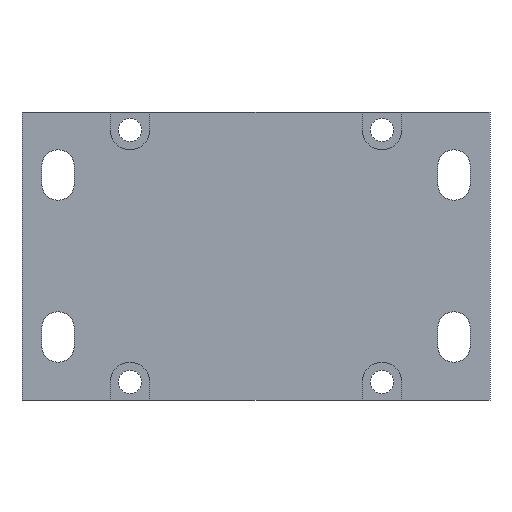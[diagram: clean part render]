
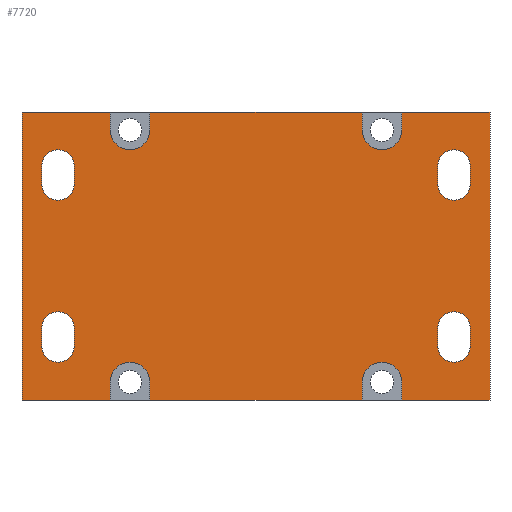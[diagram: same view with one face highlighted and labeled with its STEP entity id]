
A CAD part, front view. The second image highlights one B-rep face of the part: STEP entity #7720.
In plain terms, the highlighted planar face has unit normal (0, -1, 0).
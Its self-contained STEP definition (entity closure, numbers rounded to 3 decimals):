
#100=CARTESIAN_POINT('',(115.5,0.,60.));
#110=VERTEX_POINT('',#100);
#160=CARTESIAN_POINT('',(115.5,0.,0.));
#170=DIRECTION('',(0.,0.,1.));
#180=VECTOR('',#170,1.);
#190=LINE('',#160,#180);
#200=CARTESIAN_POINT('',(115.5,0.,65.));
#210=VERTEX_POINT('',#200);
#220=EDGE_CURVE('',#110,#210,#190,.T.);
#470=CARTESIAN_POINT('',(120.,0.,65.));
#480=DIRECTION('',(0.,-1.,0.));
#490=DIRECTION('',(0.,0.,1.));
#500=AXIS2_PLACEMENT_3D('',#470,#480,#490);
#510=CIRCLE('',#500,4.5);
#520=CARTESIAN_POINT('',(124.5,0.,65.));
#530=VERTEX_POINT('',#520);
#540=EDGE_CURVE('',#530,#210,#510,.T.);
#850=CARTESIAN_POINT('',(0.,0.,0.));
#860=VERTEX_POINT('',#850);
#1010=CARTESIAN_POINT('',(0.,0.,80.));
#1020=VERTEX_POINT('',#1010);
#1050=CARTESIAN_POINT('',(0.,0.,0.));
#1060=DIRECTION('',(0.,0.,-1.));
#1070=VECTOR('',#1060,1.);
#1080=LINE('',#1050,#1070);
#1090=EDGE_CURVE('',#1020,#860,#1080,.T.);
#3410=CARTESIAN_POINT('',(124.5,0.,60.));
#3420=VERTEX_POINT('',#3410);
#3450=CARTESIAN_POINT('',(120.,0.,60.));
#3460=DIRECTION('',(0.,1.,0.));
#3470=DIRECTION('',(0.,0.,1.));
#3480=AXIS2_PLACEMENT_3D('',#3450,#3460,#3470);
#3490=CIRCLE('',#3480,4.5);
#3500=EDGE_CURVE('',#3420,#110,#3490,.T.);
#3660=CARTESIAN_POINT('',(124.5,0.,20.));
#3670=VERTEX_POINT('',#3660);
#3700=CARTESIAN_POINT('',(124.5,0.,0.));
#3710=DIRECTION('',(0.,0.,-1.));
#3720=VECTOR('',#3710,1.);
#3730=LINE('',#3700,#3720);
#3740=CARTESIAN_POINT('',(124.5,0.,15.));
#3750=VERTEX_POINT('',#3740);
#3760=EDGE_CURVE('',#3670,#3750,#3730,.T.);
#3970=CARTESIAN_POINT('',(115.5,0.,15.));
#3980=VERTEX_POINT('',#3970);
#4010=CARTESIAN_POINT('',(115.5,0.,0.));
#4020=DIRECTION('',(0.,0.,1.));
#4030=VECTOR('',#4020,1.);
#4040=LINE('',#4010,#4030);
#4050=CARTESIAN_POINT('',(115.5,0.,20.));
#4060=VERTEX_POINT('',#4050);
#4070=EDGE_CURVE('',#3980,#4060,#4040,.T.);
#4240=CARTESIAN_POINT('',(130.,0.,0.));
#4250=DIRECTION('',(0.,0.,-1.));
#4260=VECTOR('',#4250,1.);
#4270=LINE('',#4240,#4260);
#4280=CARTESIAN_POINT('',(130.,0.,80.));
#4290=VERTEX_POINT('',#4280);
#4300=CARTESIAN_POINT('',(130.,0.,0.));
#4310=VERTEX_POINT('',#4300);
#4320=EDGE_CURVE('',#4290,#4310,#4270,.T.);
#4560=CARTESIAN_POINT('',(120.,0.,20.));
#4570=DIRECTION('',(0.,-1.,0.));
#4580=DIRECTION('',(0.,0.,1.));
#4590=AXIS2_PLACEMENT_3D('',#4560,#4570,#4580);
#4600=CIRCLE('',#4590,4.5);
#4610=EDGE_CURVE('',#3670,#4060,#4600,.T.);
#4770=CARTESIAN_POINT('',(5.5,0.,65.));
#4780=VERTEX_POINT('',#4770);
#4810=CARTESIAN_POINT('',(10.,0.,65.));
#4820=DIRECTION('',(0.,1.,0.));
#4830=DIRECTION('',(0.,0.,1.));
#4840=AXIS2_PLACEMENT_3D('',#4810,#4820,#4830);
#4850=CIRCLE('',#4840,4.5);
#4860=CARTESIAN_POINT('',(14.5,0.,65.));
#4870=VERTEX_POINT('',#4860);
#4880=EDGE_CURVE('',#4780,#4870,#4850,.T.);
#5090=CARTESIAN_POINT('',(14.5,0.,60.));
#5100=VERTEX_POINT('',#5090);
#5130=CARTESIAN_POINT('',(10.,0.,60.));
#5140=DIRECTION('',(0.,-1.,0.));
#5150=DIRECTION('',(0.,0.,1.));
#5160=AXIS2_PLACEMENT_3D('',#5130,#5140,#5150);
#5170=CIRCLE('',#5160,4.5);
#5180=CARTESIAN_POINT('',(5.5,0.,60.));
#5190=VERTEX_POINT('',#5180);
#5200=EDGE_CURVE('',#5190,#5100,#5170,.T.);
#5380=CARTESIAN_POINT('',(5.5,0.,0.));
#5390=DIRECTION('',(0.,0.,1.));
#5400=VECTOR('',#5390,1.);
#5410=LINE('',#5380,#5400);
#5420=EDGE_CURVE('',#5190,#4780,#5410,.T.);
#5490=CARTESIAN_POINT('',(0.5,0.,0.5));
#5500=DIRECTION('',(-0.,1.,0.));
#5510=DIRECTION('',(1.,0.,0.));
#5520=AXIS2_PLACEMENT_3D('',#5490,#5500,#5510);
#5530=PLANE('',#5520);
#5540=ORIENTED_EDGE('',*,*,#540,.F.);
#5550=ORIENTED_EDGE('',*,*,#220,.T.);
#5560=ORIENTED_EDGE('',*,*,#3500,.T.);
#5570=CARTESIAN_POINT('',(124.5,0.,0.));
#5580=DIRECTION('',(0.,0.,-1.));
#5590=VECTOR('',#5580,1.);
#5600=LINE('',#5570,#5590);
#5610=EDGE_CURVE('',#530,#3420,#5600,.T.);
#5620=ORIENTED_EDGE('',*,*,#5610,.T.);
#5630=EDGE_LOOP('',(#5620,#5560,#5550,#5540));
#5640=FACE_BOUND('',#5630,.T.);
#5650=ORIENTED_EDGE('',*,*,#4610,.F.);
#5660=ORIENTED_EDGE('',*,*,#4070,.T.);
#5670=CARTESIAN_POINT('',(120.,0.,15.));
#5680=DIRECTION('',(0.,1.,0.));
#5690=DIRECTION('',(0.,0.,1.));
#5700=AXIS2_PLACEMENT_3D('',#5670,#5680,#5690);
#5710=CIRCLE('',#5700,4.5);
#5720=EDGE_CURVE('',#3750,#3980,#5710,.T.);
#5730=ORIENTED_EDGE('',*,*,#5720,.T.);
#5740=ORIENTED_EDGE('',*,*,#3760,.T.);
#5750=EDGE_LOOP('',(#5740,#5730,#5660,#5650));
#5760=FACE_BOUND('',#5750,.T.);
#5770=CARTESIAN_POINT('',(14.5,0.,0.));
#5780=DIRECTION('',(0.,0.,-1.));
#5790=VECTOR('',#5780,1.);
#5800=LINE('',#5770,#5790);
#5810=CARTESIAN_POINT('',(14.5,0.,20.));
#5820=VERTEX_POINT('',#5810);
#5830=CARTESIAN_POINT('',(14.5,0.,15.));
#5840=VERTEX_POINT('',#5830);
#5850=EDGE_CURVE('',#5820,#5840,#5800,.T.);
#5860=ORIENTED_EDGE('',*,*,#5850,.T.);
#5870=CARTESIAN_POINT('',(10.,0.,20.));
#5880=DIRECTION('',(0.,-1.,0.));
#5890=DIRECTION('',(0.,0.,1.));
#5900=AXIS2_PLACEMENT_3D('',#5870,#5880,#5890);
#5910=CIRCLE('',#5900,4.5);
#5920=CARTESIAN_POINT('',(5.5,0.,20.));
#5930=VERTEX_POINT('',#5920);
#5940=EDGE_CURVE('',#5820,#5930,#5910,.T.);
#5950=ORIENTED_EDGE('',*,*,#5940,.F.);
#5960=CARTESIAN_POINT('',(5.5,0.,0.));
#5970=DIRECTION('',(0.,0.,1.));
#5980=VECTOR('',#5970,1.);
#5990=LINE('',#5960,#5980);
#6000=CARTESIAN_POINT('',(5.5,0.,15.));
#6010=VERTEX_POINT('',#6000);
#6020=EDGE_CURVE('',#6010,#5930,#5990,.T.);
#6030=ORIENTED_EDGE('',*,*,#6020,.T.);
#6040=CARTESIAN_POINT('',(10.,0.,15.));
#6050=DIRECTION('',(0.,1.,0.));
#6060=DIRECTION('',(0.,0.,1.));
#6070=AXIS2_PLACEMENT_3D('',#6040,#6050,#6060);
#6080=CIRCLE('',#6070,4.5);
#6090=EDGE_CURVE('',#5840,#6010,#6080,.T.);
#6100=ORIENTED_EDGE('',*,*,#6090,.T.);
#6110=EDGE_LOOP('',(#6100,#6030,#5950,#5860));
#6120=FACE_BOUND('',#6110,.T.);
#6130=CARTESIAN_POINT('',(14.5,0.,0.));
#6140=DIRECTION('',(0.,0.,-1.));
#6150=VECTOR('',#6140,1.);
#6160=LINE('',#6130,#6150);
#6170=EDGE_CURVE('',#4870,#5100,#6160,.T.);
#6180=ORIENTED_EDGE('',*,*,#6170,.T.);
#6190=ORIENTED_EDGE('',*,*,#4880,.T.);
#6200=ORIENTED_EDGE('',*,*,#5420,.T.);
#6210=ORIENTED_EDGE('',*,*,#5200,.F.);
#6220=EDGE_LOOP('',(#6210,#6200,#6190,#6180));
#6230=FACE_BOUND('',#6220,.T.);
#6240=ORIENTED_EDGE('',*,*,#1090,.T.);
#6250=CARTESIAN_POINT('',(0.,0.,80.));
#6260=DIRECTION('',(-1.,0.,0.));
#6270=VECTOR('',#6260,1.);
#6280=LINE('',#6250,#6270);
#6290=CARTESIAN_POINT('',(24.5,0.,80.));
#6300=VERTEX_POINT('',#6290);
#6310=EDGE_CURVE('',#6300,#1020,#6280,.T.);
#6320=ORIENTED_EDGE('',*,*,#6310,.T.);
#6330=CARTESIAN_POINT('',(24.5,0.,0.));
#6340=DIRECTION('',(0.,0.,1.));
#6350=VECTOR('',#6340,1.);
#6360=LINE('',#6330,#6350);
#6370=CARTESIAN_POINT('',(24.5,0.,75.));
#6380=VERTEX_POINT('',#6370);
#6390=EDGE_CURVE('',#6380,#6300,#6360,.T.);
#6400=ORIENTED_EDGE('',*,*,#6390,.T.);
#6410=CARTESIAN_POINT('',(30.,0.,75.));
#6420=DIRECTION('',(0.,1.,0.));
#6430=DIRECTION('',(1.,0.,0.));
#6440=AXIS2_PLACEMENT_3D('',#6410,#6420,#6430);
#6450=CIRCLE('',#6440,5.5);
#6460=CARTESIAN_POINT('',(35.5,0.,75.));
#6470=VERTEX_POINT('',#6460);
#6480=EDGE_CURVE('',#6470,#6380,#6450,.T.);
#6490=ORIENTED_EDGE('',*,*,#6480,.T.);
#6500=CARTESIAN_POINT('',(35.5,0.,0.));
#6510=DIRECTION('',(0.,0.,-1.));
#6520=VECTOR('',#6510,1.);
#6530=LINE('',#6500,#6520);
#6540=CARTESIAN_POINT('',(35.5,0.,80.));
#6550=VERTEX_POINT('',#6540);
#6560=EDGE_CURVE('',#6550,#6470,#6530,.T.);
#6570=ORIENTED_EDGE('',*,*,#6560,.T.);
#6580=CARTESIAN_POINT('',(0.,0.,80.));
#6590=DIRECTION('',(1.,0.,0.));
#6600=VECTOR('',#6590,1.);
#6610=LINE('',#6580,#6600);
#6620=CARTESIAN_POINT('',(94.5,0.,80.));
#6630=VERTEX_POINT('',#6620);
#6640=EDGE_CURVE('',#6550,#6630,#6610,.T.);
#6650=ORIENTED_EDGE('',*,*,#6640,.F.);
#6660=CARTESIAN_POINT('',(94.5,0.,0.));
#6670=DIRECTION('',(0.,0.,1.));
#6680=VECTOR('',#6670,1.);
#6690=LINE('',#6660,#6680);
#6700=CARTESIAN_POINT('',(94.5,0.,75.));
#6710=VERTEX_POINT('',#6700);
#6720=EDGE_CURVE('',#6710,#6630,#6690,.T.);
#6730=ORIENTED_EDGE('',*,*,#6720,.T.);
#6740=CARTESIAN_POINT('',(100.,0.,75.));
#6750=DIRECTION('',(0.,1.,0.));
#6760=DIRECTION('',(1.,0.,0.));
#6770=AXIS2_PLACEMENT_3D('',#6740,#6750,#6760);
#6780=CIRCLE('',#6770,5.5);
#6790=CARTESIAN_POINT('',(105.5,0.,75.));
#6800=VERTEX_POINT('',#6790);
#6810=EDGE_CURVE('',#6800,#6710,#6780,.T.);
#6820=ORIENTED_EDGE('',*,*,#6810,.T.);
#6830=CARTESIAN_POINT('',(105.5,0.,0.));
#6840=DIRECTION('',(0.,0.,-1.));
#6850=VECTOR('',#6840,1.);
#6860=LINE('',#6830,#6850);
#6870=CARTESIAN_POINT('',(105.5,0.,80.));
#6880=VERTEX_POINT('',#6870);
#6890=EDGE_CURVE('',#6880,#6800,#6860,.T.);
#6900=ORIENTED_EDGE('',*,*,#6890,.T.);
#6910=CARTESIAN_POINT('',(0.,0.,80.));
#6920=DIRECTION('',(1.,0.,0.));
#6930=VECTOR('',#6920,1.);
#6940=LINE('',#6910,#6930);
#6950=EDGE_CURVE('',#6880,#4290,#6940,.T.);
#6960=ORIENTED_EDGE('',*,*,#6950,.F.);
#6970=ORIENTED_EDGE('',*,*,#4320,.F.);
#6980=CARTESIAN_POINT('',(0.,0.,0.));
#6990=DIRECTION('',(1.,0.,0.));
#7000=VECTOR('',#6990,1.);
#7010=LINE('',#6980,#7000);
#7020=CARTESIAN_POINT('',(105.5,0.,0.));
#7030=VERTEX_POINT('',#7020);
#7040=EDGE_CURVE('',#7030,#4310,#7010,.T.);
#7050=ORIENTED_EDGE('',*,*,#7040,.T.);
#7060=CARTESIAN_POINT('',(105.5,0.,0.));
#7070=DIRECTION('',(0.,0.,-1.));
#7080=VECTOR('',#7070,1.);
#7090=LINE('',#7060,#7080);
#7100=CARTESIAN_POINT('',(105.5,0.,5.));
#7110=VERTEX_POINT('',#7100);
#7120=EDGE_CURVE('',#7110,#7030,#7090,.T.);
#7130=ORIENTED_EDGE('',*,*,#7120,.T.);
#7140=CARTESIAN_POINT('',(100.,0.,5.));
#7150=DIRECTION('',(0.,1.,0.));
#7160=DIRECTION('',(1.,0.,0.));
#7170=AXIS2_PLACEMENT_3D('',#7140,#7150,#7160);
#7180=CIRCLE('',#7170,5.5);
#7190=CARTESIAN_POINT('',(94.5,0.,5.));
#7200=VERTEX_POINT('',#7190);
#7210=EDGE_CURVE('',#7200,#7110,#7180,.T.);
#7220=ORIENTED_EDGE('',*,*,#7210,.T.);
#7230=CARTESIAN_POINT('',(94.5,0.,0.));
#7240=DIRECTION('',(0.,0.,1.));
#7250=VECTOR('',#7240,1.);
#7260=LINE('',#7230,#7250);
#7270=CARTESIAN_POINT('',(94.5,0.,0.));
#7280=VERTEX_POINT('',#7270);
#7290=EDGE_CURVE('',#7280,#7200,#7260,.T.);
#7300=ORIENTED_EDGE('',*,*,#7290,.T.);
#7310=CARTESIAN_POINT('',(0.,0.,0.));
#7320=DIRECTION('',(-1.,0.,0.));
#7330=VECTOR('',#7320,1.);
#7340=LINE('',#7310,#7330);
#7350=CARTESIAN_POINT('',(35.5,0.,0.));
#7360=VERTEX_POINT('',#7350);
#7370=EDGE_CURVE('',#7280,#7360,#7340,.T.);
#7380=ORIENTED_EDGE('',*,*,#7370,.F.);
#7390=CARTESIAN_POINT('',(35.5,0.,0.));
#7400=DIRECTION('',(0.,0.,-1.));
#7410=VECTOR('',#7400,1.);
#7420=LINE('',#7390,#7410);
#7430=CARTESIAN_POINT('',(35.5,0.,5.));
#7440=VERTEX_POINT('',#7430);
#7450=EDGE_CURVE('',#7440,#7360,#7420,.T.);
#7460=ORIENTED_EDGE('',*,*,#7450,.T.);
#7470=CARTESIAN_POINT('',(30.,0.,5.));
#7480=DIRECTION('',(0.,1.,0.));
#7490=DIRECTION('',(1.,0.,0.));
#7500=AXIS2_PLACEMENT_3D('',#7470,#7480,#7490);
#7510=CIRCLE('',#7500,5.5);
#7520=CARTESIAN_POINT('',(24.5,0.,5.));
#7530=VERTEX_POINT('',#7520);
#7540=EDGE_CURVE('',#7530,#7440,#7510,.T.);
#7550=ORIENTED_EDGE('',*,*,#7540,.T.);
#7560=CARTESIAN_POINT('',(24.5,0.,0.));
#7570=DIRECTION('',(0.,0.,1.));
#7580=VECTOR('',#7570,1.);
#7590=LINE('',#7560,#7580);
#7600=CARTESIAN_POINT('',(24.5,0.,0.));
#7610=VERTEX_POINT('',#7600);
#7620=EDGE_CURVE('',#7610,#7530,#7590,.T.);
#7630=ORIENTED_EDGE('',*,*,#7620,.T.);
#7640=CARTESIAN_POINT('',(0.,0.,0.));
#7650=DIRECTION('',(-1.,0.,0.));
#7660=VECTOR('',#7650,1.);
#7670=LINE('',#7640,#7660);
#7680=EDGE_CURVE('',#7610,#860,#7670,.T.);
#7690=ORIENTED_EDGE('',*,*,#7680,.F.);
#7700=EDGE_LOOP('',(#7690,#7630,#7550,#7460,#7380,#7300,#7220,#7130,
#7050,#6970,#6960,#6900,#6820,#6730,#6650,#6570,#6490,#6400,#6320,#6240)
);
#7710=FACE_OUTER_BOUND('',#7700,.T.);
#7720=ADVANCED_FACE('',(#5640,#5760,#6120,#6230,#7710),#5530,.F.);
